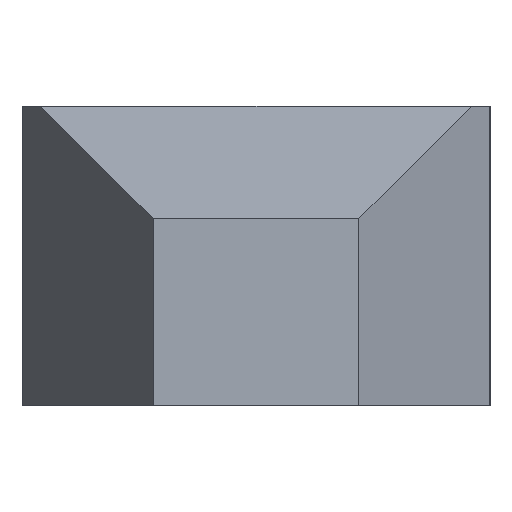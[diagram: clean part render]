
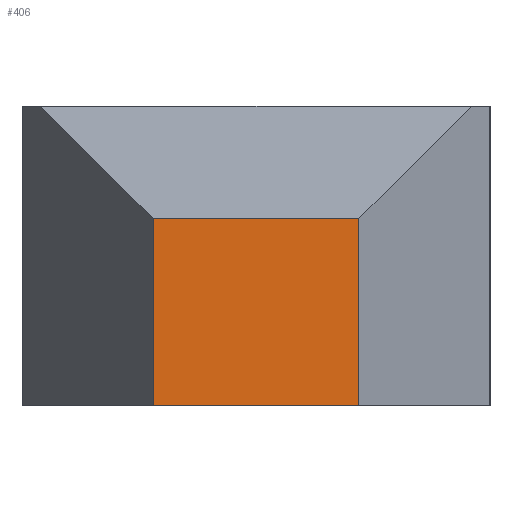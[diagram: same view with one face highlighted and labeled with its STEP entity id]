
A CAD part, left-side view. The second image highlights one B-rep face of the part: STEP entity #406.
In plain terms, the highlighted planar face has unit normal (-1, 0, 0).
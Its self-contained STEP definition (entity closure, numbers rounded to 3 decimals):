
#4 = DIRECTION ( 'NONE',  ( 0., 0., -1. ) ) ;
#6 = VERTEX_POINT ( 'NONE', #360 ) ;
#11 = VERTEX_POINT ( 'NONE', #400 ) ;
#51 = EDGE_LOOP ( 'NONE', ( #114, #94, #572, #462 ) ) ;
#83 = LINE ( 'NONE', #326, #227 ) ;
#94 = ORIENTED_EDGE ( 'NONE', *, *, #221, .T. ) ;
#103 = LINE ( 'NONE', #294, #336 ) ;
#114 = ORIENTED_EDGE ( 'NONE', *, *, #499, .F. ) ;
#135 = DIRECTION ( 'NONE',  ( 0., 0., 1. ) ) ;
#138 = FACE_OUTER_BOUND ( 'NONE', #51, .T. ) ;
#145 = CARTESIAN_POINT ( 'NONE',  ( -40., -5.5, 0. ) ) ;
#193 = CARTESIAN_POINT ( 'NONE',  ( -40., -5.5, 16. ) ) ;
#199 = DIRECTION ( 'NONE',  ( 0., 1., 0. ) ) ;
#202 = VERTEX_POINT ( 'NONE', #274 ) ;
#221 = EDGE_CURVE ( 'NONE', #6, #11, #83, .T. ) ;
#227 = VECTOR ( 'NONE', #555, 1000. ) ;
#249 = LINE ( 'NONE', #145, #480 ) ;
#253 = DIRECTION ( 'NONE',  ( 0., 0., -1. ) ) ;
#274 = CARTESIAN_POINT ( 'NONE',  ( -40., 5.5, 0. ) ) ;
#294 = CARTESIAN_POINT ( 'NONE',  ( -40., 5.5, 16. ) ) ;
#318 = VERTEX_POINT ( 'NONE', #333 ) ;
#319 = PLANE ( 'NONE',  #579 ) ;
#326 = CARTESIAN_POINT ( 'NONE',  ( -40., -13., 10. ) ) ;
#333 = CARTESIAN_POINT ( 'NONE',  ( -40., -5.5, 0. ) ) ;
#336 = VECTOR ( 'NONE', #253, 1000. ) ;
#360 = CARTESIAN_POINT ( 'NONE',  ( -40., -5.5, 10. ) ) ;
#400 = CARTESIAN_POINT ( 'NONE',  ( -40., 5.5, 10. ) ) ;
#406 = ADVANCED_FACE ( 'NONE', ( #138 ), #319, .T. ) ;
#415 = CARTESIAN_POINT ( 'NONE',  ( -40., -5.5, 16. ) ) ;
#423 = LINE ( 'NONE', #193, #446 ) ;
#446 = VECTOR ( 'NONE', #4, 1000. ) ;
#462 = ORIENTED_EDGE ( 'NONE', *, *, #527, .F. ) ;
#480 = VECTOR ( 'NONE', #199, 1000. ) ;
#499 = EDGE_CURVE ( 'NONE', #6, #318, #423, .T. ) ;
#527 = EDGE_CURVE ( 'NONE', #318, #202, #249, .T. ) ;
#555 = DIRECTION ( 'NONE',  ( 0., 1., 0. ) ) ;
#572 = ORIENTED_EDGE ( 'NONE', *, *, #584, .T. ) ;
#579 = AXIS2_PLACEMENT_3D ( 'NONE', #415, #601, #135 ) ;
#584 = EDGE_CURVE ( 'NONE', #11, #202, #103, .T. ) ;
#601 = DIRECTION ( 'NONE',  ( -1., 0., 0. ) ) ;
